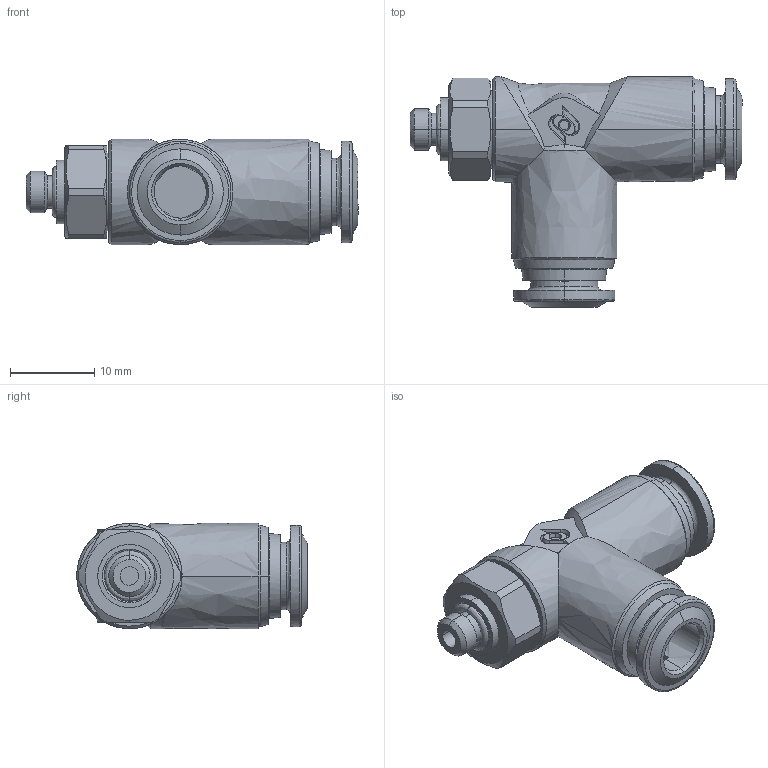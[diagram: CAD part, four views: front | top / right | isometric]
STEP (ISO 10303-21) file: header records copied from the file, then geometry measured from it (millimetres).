
FILE_DESCRIPTION (( 'STEP AP214' ), '1' );
FILE_NAME ('PST06-M5_ME.STEP', '2018-09-06T13:22:04', ( '' ), ( '' ), 'SwSTEP 2.0', 'SolidWorks 2018', '' );
FILE_SCHEMA (( 'AUTOMOTIVE_DESIGN' ));
Length unit declared in the file: millimetre
Products named in the file (1): PST06-M5_ME
Bounding box: 39.4 x 27.35 x 12.5 mm (x, y, z)
Volume: 5301.2 mm3; surface area: 2875.1 mm2
Topology: 1 solids, 1 shells, 196 faces, 491 edges, 316 vertices
Faces by surface type: bspline 196
Entity records: 8918 total; most frequent: CARTESIAN_POINT 5953, ORIENTED_EDGE 982, EDGE_CURVE 491, B_SPLINE_CURVE_WITH_KNOTS 357, VERTEX_POINT 316, EDGE_LOOP 223, ADVANCED_FACE 196, FACE_OUTER_BOUND 196
